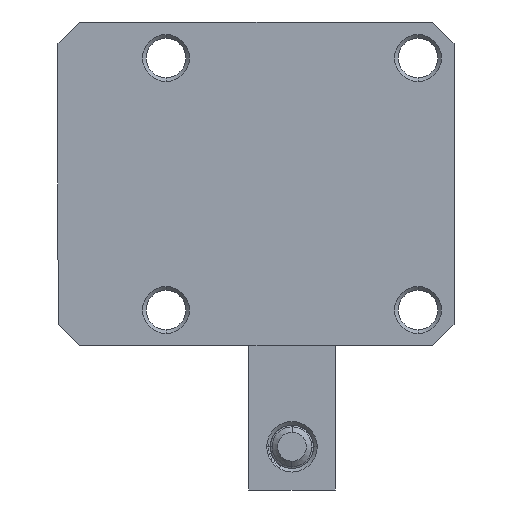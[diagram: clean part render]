
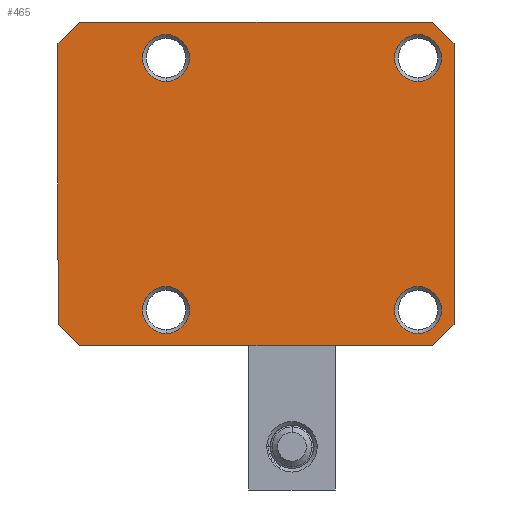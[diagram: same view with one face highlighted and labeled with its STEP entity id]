
A CAD part, front view. The second image highlights one B-rep face of the part: STEP entity #465.
In plain terms, the highlighted planar face has unit normal (0, -1, 0).
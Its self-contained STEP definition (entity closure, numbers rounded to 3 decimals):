
#58 = ORIENTED_EDGE ( 'NONE', *, *, #13062, .T. ) ;
#62 = DIRECTION ( 'NONE',  ( 0.707, 0., 0.707 ) ) ;
#465 = ADVANCED_FACE ( 'NONE', ( #18469, #3306, #8682, #2854, #4879 ), #7763, .T. ) ;
#480 = EDGE_CURVE ( 'NONE', #10486, #16586, #15731, .T. ) ;
#572 = CARTESIAN_POINT ( 'NONE',  ( 430.63, 64.989, 22.5 ) ) ;
#775 = VERTEX_POINT ( 'NONE', #17121 ) ;
#868 = CARTESIAN_POINT ( 'NONE',  ( 445.63, 64.989, 20.75 ) ) ;
#1037 = LINE ( 'NONE', #5960, #7279 ) ;
#1255 = CARTESIAN_POINT ( 'NONE',  ( 430.63, 64.989, 19.5 ) ) ;
#1403 = CARTESIAN_POINT ( 'NONE',  ( 445.63, 64.989, -20.75 ) ) ;
#1412 = EDGE_CURVE ( 'NONE', #7055, #775, #16026, .T. ) ;
#1441 = CARTESIAN_POINT ( 'NONE',  ( 433.63, 64.989, 22.5 ) ) ;
#1546 = AXIS2_PLACEMENT_3D ( 'NONE', #10522, #13245, #13179 ) ;
#1581 = AXIS2_PLACEMENT_3D ( 'NONE', #4890, #17743, #7959 ) ;
#1907 = VERTEX_POINT ( 'NONE', #3409 ) ;
#2147 = LINE ( 'NONE', #14842, #10625 ) ;
#2188 = CARTESIAN_POINT ( 'NONE',  ( 430.63, 64.989, 0. ) ) ;
#2265 = CIRCLE ( 'NONE', #17751, 3.25 ) ;
#2317 = CARTESIAN_POINT ( 'NONE',  ( 485.63, 64.989, 19.5 ) ) ;
#2605 = DIRECTION ( 'NONE',  ( 0., 1., 0. ) ) ;
#2613 = DIRECTION ( 'NONE',  ( 0., 1., 0. ) ) ;
#2652 = LINE ( 'NONE', #2188, #17579 ) ;
#2687 = VERTEX_POINT ( 'NONE', #5599 ) ;
#2854 = FACE_BOUND ( 'NONE', #11810, .T. ) ;
#2869 = CIRCLE ( 'NONE', #3311, 3.25 ) ;
#2908 = CIRCLE ( 'NONE', #1546, 3.25 ) ;
#3061 = CARTESIAN_POINT ( 'NONE',  ( 432.13, 64.989, -21. ) ) ;
#3173 = EDGE_CURVE ( 'NONE', #17563, #7055, #2147, .T. ) ;
#3306 = FACE_BOUND ( 'NONE', #4404, .T. ) ;
#3311 = AXIS2_PLACEMENT_3D ( 'NONE', #12552, #2605, #4061 ) ;
#3314 = AXIS2_PLACEMENT_3D ( 'NONE', #572, #17679, #10644 ) ;
#3409 = CARTESIAN_POINT ( 'NONE',  ( 480.63, 64.989, 20.75 ) ) ;
#3831 = ORIENTED_EDGE ( 'NONE', *, *, #1412, .T. ) ;
#3945 = ORIENTED_EDGE ( 'NONE', *, *, #18083, .T. ) ;
#4061 = DIRECTION ( 'NONE',  ( 0., 0., -1. ) ) ;
#4097 = EDGE_CURVE ( 'NONE', #1907, #13448, #11910, .T. ) ;
#4186 = DIRECTION ( 'NONE',  ( 0., 1., 0. ) ) ;
#4278 = DIRECTION ( 'NONE',  ( 0.707, 0., -0.707 ) ) ;
#4404 = EDGE_LOOP ( 'NONE', ( #5045, #17581 ) ) ;
#4563 = VERTEX_POINT ( 'NONE', #9047 ) ;
#4879 = FACE_OUTER_BOUND ( 'NONE', #11179, .T. ) ;
#4890 = CARTESIAN_POINT ( 'NONE',  ( 480.63, 64.989, 17.5 ) ) ;
#5045 = ORIENTED_EDGE ( 'NONE', *, *, #11672, .T. ) ;
#5195 = CARTESIAN_POINT ( 'NONE',  ( 480.63, 64.989, 14.25 ) ) ;
#5599 = CARTESIAN_POINT ( 'NONE',  ( 480.63, 64.989, -14.25 ) ) ;
#5619 = ORIENTED_EDGE ( 'NONE', *, *, #15092, .F. ) ;
#5727 = CARTESIAN_POINT ( 'NONE',  ( 480.63, 64.989, -20.75 ) ) ;
#5730 = CARTESIAN_POINT ( 'NONE',  ( 445.63, 64.989, -17.5 ) ) ;
#5852 = VERTEX_POINT ( 'NONE', #868 ) ;
#5960 = CARTESIAN_POINT ( 'NONE',  ( 484.13, 64.989, -21. ) ) ;
#5970 = VERTEX_POINT ( 'NONE', #7186 ) ;
#6025 = ORIENTED_EDGE ( 'NONE', *, *, #3173, .T. ) ;
#6046 = VERTEX_POINT ( 'NONE', #14694 ) ;
#6103 = AXIS2_PLACEMENT_3D ( 'NONE', #16635, #18155, #10867 ) ;
#6417 = EDGE_CURVE ( 'NONE', #2687, #14229, #10545, .T. ) ;
#6566 = CARTESIAN_POINT ( 'NONE',  ( 445.63, 64.989, -17.5 ) ) ;
#6808 = CARTESIAN_POINT ( 'NONE',  ( 458.13, 64.989, -22.5 ) ) ;
#6876 = DIRECTION ( 'NONE',  ( 1., 0., 0. ) ) ;
#6885 = ORIENTED_EDGE ( 'NONE', *, *, #4097, .T. ) ;
#7001 = EDGE_CURVE ( 'NONE', #5970, #11662, #2652, .T. ) ;
#7055 = VERTEX_POINT ( 'NONE', #2317 ) ;
#7186 = CARTESIAN_POINT ( 'NONE',  ( 430.63, 64.989, -19.5 ) ) ;
#7217 = CIRCLE ( 'NONE', #15641, 3.25 ) ;
#7279 = VECTOR ( 'NONE', #62, 1000. ) ;
#7763 = PLANE ( 'NONE',  #3314 ) ;
#7959 = DIRECTION ( 'NONE',  ( 0., 0., -1. ) ) ;
#8201 = DIRECTION ( 'NONE',  ( 0., 0., 1. ) ) ;
#8682 = FACE_BOUND ( 'NONE', #14244, .T. ) ;
#9047 = CARTESIAN_POINT ( 'NONE',  ( 482.63, 64.989, -22.5 ) ) ;
#9073 = VERTEX_POINT ( 'NONE', #18040 ) ;
#9253 = DIRECTION ( 'NONE',  ( 0., 0., 1. ) ) ;
#9597 = DIRECTION ( 'NONE',  ( 0., 0., -1. ) ) ;
#9756 = VECTOR ( 'NONE', #10245, 1000. ) ;
#9832 = CARTESIAN_POINT ( 'NONE',  ( 445.63, 64.989, 17.5 ) ) ;
#10245 = DIRECTION ( 'NONE',  ( 1., 0., 0. ) ) ;
#10336 = CARTESIAN_POINT ( 'NONE',  ( 432.13, 64.989, 21. ) ) ;
#10341 = CARTESIAN_POINT ( 'NONE',  ( 485.63, 64.989, -19.5 ) ) ;
#10486 = VERTEX_POINT ( 'NONE', #1403 ) ;
#10522 = CARTESIAN_POINT ( 'NONE',  ( 480.63, 64.989, -17.5 ) ) ;
#10539 = ORIENTED_EDGE ( 'NONE', *, *, #480, .T. ) ;
#10545 = CIRCLE ( 'NONE', #6103, 3.25 ) ;
#10625 = VECTOR ( 'NONE', #8201, 1000. ) ;
#10644 = DIRECTION ( 'NONE',  ( 0., 0., -1. ) ) ;
#10711 = ORIENTED_EDGE ( 'NONE', *, *, #11382, .T. ) ;
#10727 = VECTOR ( 'NONE', #6876, 1000. ) ;
#10867 = DIRECTION ( 'NONE',  ( 0., 0., -1. ) ) ;
#10950 = CARTESIAN_POINT ( 'NONE',  ( 485.63, 64.989, 19.5 ) ) ;
#11008 = DIRECTION ( 'NONE',  ( 0., 1., 0. ) ) ;
#11179 = EDGE_LOOP ( 'NONE', ( #3945, #6025, #3831, #17351, #5619, #18451, #14018, #17914 ) ) ;
#11382 = EDGE_CURVE ( 'NONE', #14229, #2687, #2908, .T. ) ;
#11662 = VERTEX_POINT ( 'NONE', #1255 ) ;
#11672 = EDGE_CURVE ( 'NONE', #9073, #5852, #2265, .T. ) ;
#11694 = EDGE_CURVE ( 'NONE', #6046, #4563, #12725, .T. ) ;
#11810 = EDGE_LOOP ( 'NONE', ( #10711, #14624 ) ) ;
#11868 = AXIS2_PLACEMENT_3D ( 'NONE', #9832, #4186, #14087 ) ;
#11910 = CIRCLE ( 'NONE', #1581, 3.25 ) ;
#11925 = VERTEX_POINT ( 'NONE', #1441 ) ;
#12364 = CARTESIAN_POINT ( 'NONE',  ( 445.63, 64.989, 17.5 ) ) ;
#12402 = LINE ( 'NONE', #17390, #9756 ) ;
#12552 = CARTESIAN_POINT ( 'NONE',  ( 480.63, 64.989, 17.5 ) ) ;
#12725 = LINE ( 'NONE', #6808, #10727 ) ;
#12867 = CIRCLE ( 'NONE', #11868, 3.25 ) ;
#12887 = LINE ( 'NONE', #10336, #14655 ) ;
#13062 = EDGE_CURVE ( 'NONE', #16586, #10486, #7217, .T. ) ;
#13099 = DIRECTION ( 'NONE',  ( 0.707, 0., 0.707 ) ) ;
#13179 = DIRECTION ( 'NONE',  ( 0., 0., -1. ) ) ;
#13195 = CARTESIAN_POINT ( 'NONE',  ( 445.63, 64.989, -14.25 ) ) ;
#13245 = DIRECTION ( 'NONE',  ( 0., 1., 0. ) ) ;
#13448 = VERTEX_POINT ( 'NONE', #5195 ) ;
#13489 = EDGE_LOOP ( 'NONE', ( #15080, #6885 ) ) ;
#13801 = DIRECTION ( 'NONE',  ( -0.707, 0., 0.707 ) ) ;
#14018 = ORIENTED_EDGE ( 'NONE', *, *, #14798, .T. ) ;
#14087 = DIRECTION ( 'NONE',  ( 0., 0., -1. ) ) ;
#14229 = VERTEX_POINT ( 'NONE', #5727 ) ;
#14244 = EDGE_LOOP ( 'NONE', ( #10539, #58 ) ) ;
#14624 = ORIENTED_EDGE ( 'NONE', *, *, #6417, .T. ) ;
#14655 = VECTOR ( 'NONE', #13099, 1000. ) ;
#14694 = CARTESIAN_POINT ( 'NONE',  ( 433.63, 64.989, -22.5 ) ) ;
#14798 = EDGE_CURVE ( 'NONE', #5970, #6046, #15093, .T. ) ;
#14842 = CARTESIAN_POINT ( 'NONE',  ( 485.63, 64.989, 0. ) ) ;
#15080 = ORIENTED_EDGE ( 'NONE', *, *, #15286, .T. ) ;
#15092 = EDGE_CURVE ( 'NONE', #11662, #11925, #12887, .T. ) ;
#15093 = LINE ( 'NONE', #3061, #15310 ) ;
#15116 = VECTOR ( 'NONE', #13801, 1000. ) ;
#15286 = EDGE_CURVE ( 'NONE', #13448, #1907, #2869, .T. ) ;
#15310 = VECTOR ( 'NONE', #4278, 1000. ) ;
#15346 = EDGE_CURVE ( 'NONE', #5852, #9073, #12867, .T. ) ;
#15641 = AXIS2_PLACEMENT_3D ( 'NONE', #5730, #15664, #17026 ) ;
#15664 = DIRECTION ( 'NONE',  ( 0., 1., 0. ) ) ;
#15731 = CIRCLE ( 'NONE', #17621, 3.25 ) ;
#16026 = LINE ( 'NONE', #10950, #15116 ) ;
#16586 = VERTEX_POINT ( 'NONE', #13195 ) ;
#16616 = EDGE_CURVE ( 'NONE', #11925, #775, #12402, .T. ) ;
#16635 = CARTESIAN_POINT ( 'NONE',  ( 480.63, 64.989, -17.5 ) ) ;
#17026 = DIRECTION ( 'NONE',  ( 0., 0., -1. ) ) ;
#17121 = CARTESIAN_POINT ( 'NONE',  ( 482.63, 64.989, 22.5 ) ) ;
#17351 = ORIENTED_EDGE ( 'NONE', *, *, #16616, .F. ) ;
#17390 = CARTESIAN_POINT ( 'NONE',  ( 458.13, 64.989, 22.5 ) ) ;
#17563 = VERTEX_POINT ( 'NONE', #10341 ) ;
#17579 = VECTOR ( 'NONE', #9253, 1000. ) ;
#17581 = ORIENTED_EDGE ( 'NONE', *, *, #15346, .T. ) ;
#17621 = AXIS2_PLACEMENT_3D ( 'NONE', #6566, #11008, #9597 ) ;
#17679 = DIRECTION ( 'NONE',  ( 0., -1., 0. ) ) ;
#17743 = DIRECTION ( 'NONE',  ( 0., 1., 0. ) ) ;
#17751 = AXIS2_PLACEMENT_3D ( 'NONE', #12364, #2613, #18304 ) ;
#17914 = ORIENTED_EDGE ( 'NONE', *, *, #11694, .T. ) ;
#18040 = CARTESIAN_POINT ( 'NONE',  ( 445.63, 64.989, 14.25 ) ) ;
#18083 = EDGE_CURVE ( 'NONE', #4563, #17563, #1037, .T. ) ;
#18155 = DIRECTION ( 'NONE',  ( 0., 1., 0. ) ) ;
#18304 = DIRECTION ( 'NONE',  ( 0., 0., -1. ) ) ;
#18451 = ORIENTED_EDGE ( 'NONE', *, *, #7001, .F. ) ;
#18469 = FACE_BOUND ( 'NONE', #13489, .T. ) ;
